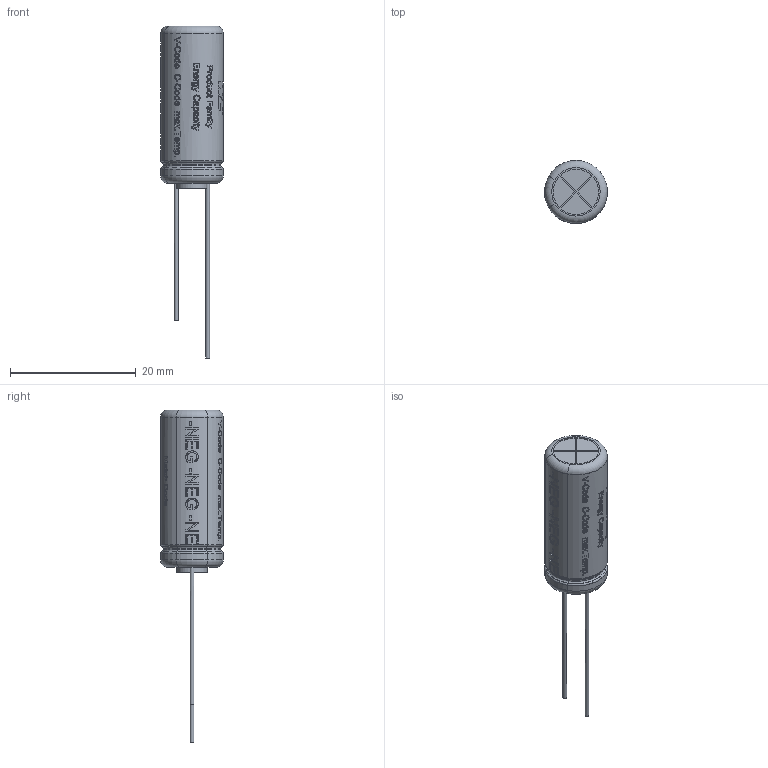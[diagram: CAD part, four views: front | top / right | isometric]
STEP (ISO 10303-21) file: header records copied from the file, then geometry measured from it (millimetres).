
FILE_DESCRIPTION(/* description */ ('Unknown'),/* implementation_level */ '2;1');
FILE_NAME(/* name */ '850627021004',/* time_stamp */ '2024-04-05T13:16:41+02:00',/* author */ ('Unknown'),/* organization */ ('Unknown'),/* preprocessor_version */ 'ST-DEVELOPER v18.102',/* originating_system */ 'Unknown',/* authorisation */ ' ');
FILE_SCHEMA (('CONFIG_CONTROL_DESIGN'));
Length unit declared in the file: metre
Products named in the file (1): id2
Bounding box: 9.99 x 10 x 52.8 mm (x, y, z)
Volume: 1943.2 mm3; surface area: 2779.3 mm2
Topology: 2 solids, 5 shells, 708 faces, 1782 edges, 1183 vertices
Faces by surface type: plane 347, bspline 217, cylinder 120, torus 24
Full cylindrical faces by diameter (mm): 0.6 x2, 5.833 x1, 6.667 x1, 6.944 x1, 7.222 x2, 7.686 x2, 8.942 x1, 8.962 x1, 9.78 x2, 9.8 x2
Entity records: 38564 total; most frequent: CARTESIAN_POINT 17920, ORIENTED_EDGE 3464, DIRECTION 2632, EDGE_CURVE 1732, VERTEX_POINT 1177, LINE 934, VECTOR 934, EDGE_LOOP 857
